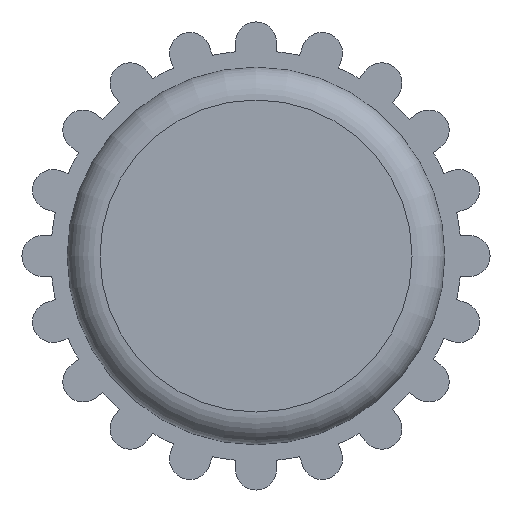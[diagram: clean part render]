
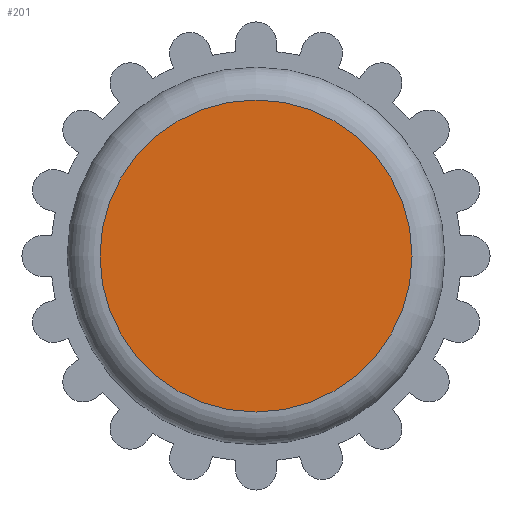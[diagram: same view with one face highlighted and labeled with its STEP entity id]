
A CAD part, front view. The second image highlights one B-rep face of the part: STEP entity #201.
In plain terms, the highlighted planar face has unit normal (0, -1, 0).
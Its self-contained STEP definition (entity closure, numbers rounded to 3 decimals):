
#201 = ADVANCED_FACE( '', ( #438 ), #439, .F. );
#438 = FACE_OUTER_BOUND( '', #711, .T. );
#439 = PLANE( '', #712 );
#711 = EDGE_LOOP( '', ( #1200 ) );
#712 = AXIS2_PLACEMENT_3D( '', #1201, #1202, #1203 );
#1200 = ORIENTED_EDGE( '', *, *, #1793, .T. );
#1201 = CARTESIAN_POINT( '', ( 9.5, 0., 0. ) );
#1202 = DIRECTION( '', ( 0., 1., 0. ) );
#1203 = DIRECTION( '', ( 0., 0., 1. ) );
#1793 = EDGE_CURVE( '', #2206, #2206, #2207, .T. );
#2206 = VERTEX_POINT( '', #2767 );
#2207 = CIRCLE( '', #2768, 9.5 );
#2767 = CARTESIAN_POINT( '', ( 0., 0., -9.5 ) );
#2768 = AXIS2_PLACEMENT_3D( '', #3304, #3305, #3306 );
#3304 = CARTESIAN_POINT( '', ( 0., 0., 0. ) );
#3305 = DIRECTION( '', ( 0., -1., 0. ) );
#3306 = DIRECTION( '', ( 0., 0., -1. ) );
